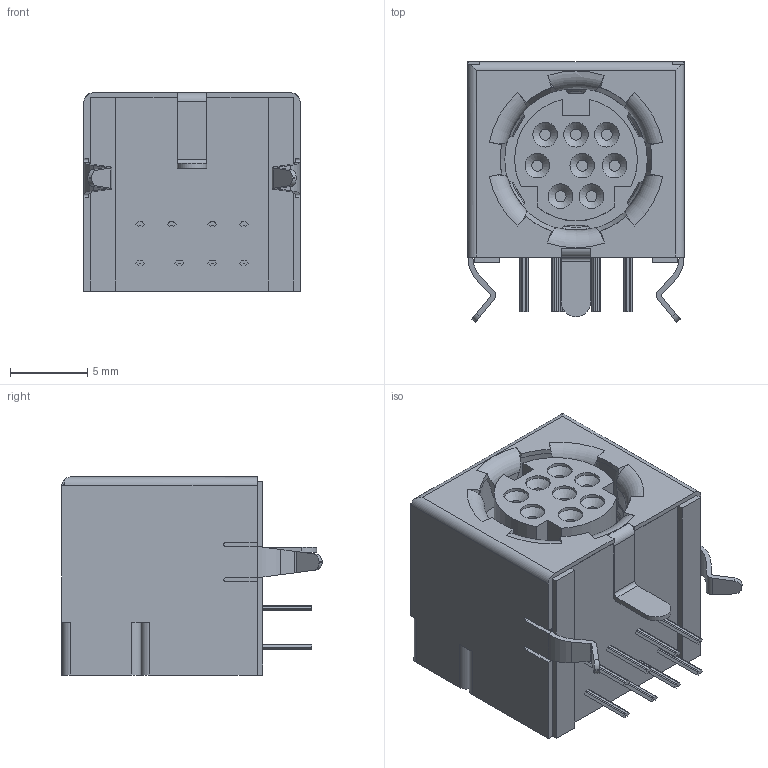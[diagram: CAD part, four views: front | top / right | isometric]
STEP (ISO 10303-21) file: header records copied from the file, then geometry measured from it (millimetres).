
FILE_DESCRIPTION(/* description */ (''),/* implementation_level */ '2;1');
FILE_NAME(/* name */ '5749232-1.step',/* time_stamp */ '2024-02-09T11:32:35-06:00',/* author */ (''),/* organization */ (''),/* preprocessor_version */ 'ST-DEVELOPER v20',/* originating_system */ 'Autodesk Translation Framework v12.20.1.177',/* authorisation */ '');
FILE_SCHEMA (('AUTOMOTIVE_DESIGN { 1 0 10303 214 3 1 1 }'));
Length unit declared in the file: millimetre
Products named in the file (1): miniDIN-8
Bounding box: 14 x 16.87 x 12.83 mm (x, y, z)
Volume: 2079 mm3; surface area: 1659.8 mm2
Topology: 1 solids, 1 shells, 379 faces, 1073 edges, 703 vertices
Faces by surface type: plane 193, cylinder 123, torus 42, cone 21
Full cylindrical faces by diameter (mm): 0.711 x8, 1.6 x8, 9.246 x1, 10.465 x1
Entity records: 13072 total; most frequent: CARTESIAN_POINT 2998, ORIENTED_EDGE 2146, DIRECTION 2033, EDGE_CURVE 1073, AXIS2_PLACEMENT_3D 742, VERTEX_POINT 703, LINE 549, VECTOR 549
